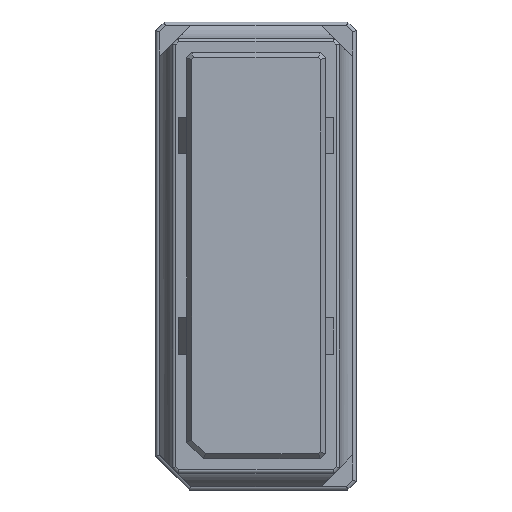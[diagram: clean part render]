
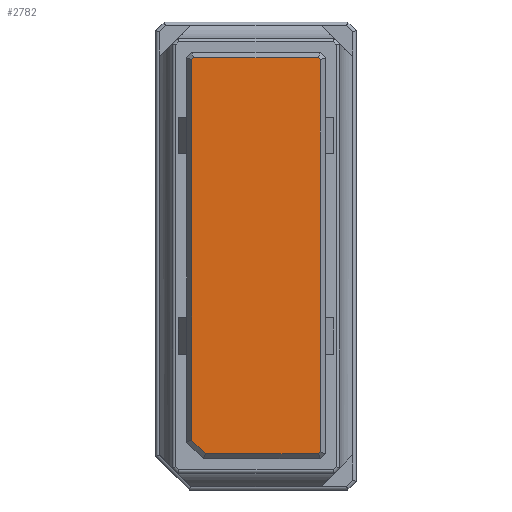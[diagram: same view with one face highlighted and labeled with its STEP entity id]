
A CAD part, top view. The second image highlights one B-rep face of the part: STEP entity #2782.
In plain terms, the highlighted planar face has unit normal (0, 0, 1).
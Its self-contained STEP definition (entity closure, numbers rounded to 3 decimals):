
#176=B_SPLINE_CURVE_WITH_KNOTS('',3,(#4139,#4140,#4141,#4142),
 .UNSPECIFIED.,.F.,.F.,(4,4),(0.,1.),.UNSPECIFIED.);
#177=B_SPLINE_CURVE_WITH_KNOTS('',3,(#4145,#4146,#4147,#4148),
 .UNSPECIFIED.,.F.,.F.,(4,4),(0.,1.),.UNSPECIFIED.);
#178=B_SPLINE_CURVE_WITH_KNOTS('',3,(#4150,#4151,#4152,#4153),
 .UNSPECIFIED.,.F.,.F.,(4,4),(0.,1.),.UNSPECIFIED.);
#179=B_SPLINE_CURVE_WITH_KNOTS('',3,(#4155,#4156,#4157,#4158),
 .UNSPECIFIED.,.F.,.F.,(4,4),(0.,1.),.UNSPECIFIED.);
#180=B_SPLINE_CURVE_WITH_KNOTS('',3,(#4160,#4161,#4162,#4163),
 .UNSPECIFIED.,.F.,.F.,(4,4),(0.,1.),.UNSPECIFIED.);
#181=B_SPLINE_CURVE_WITH_KNOTS('',3,(#4165,#4166,#4167,#4168),
 .UNSPECIFIED.,.F.,.F.,(4,4),(0.,1.),.UNSPECIFIED.);
#182=B_SPLINE_CURVE_WITH_KNOTS('',3,(#4170,#4171,#4172,#4173),
 .UNSPECIFIED.,.F.,.F.,(4,4),(0.,1.),.UNSPECIFIED.);
#183=B_SPLINE_CURVE_WITH_KNOTS('',3,(#4175,#4176,#4177,#4178),
 .UNSPECIFIED.,.F.,.F.,(4,4),(0.,1.),.UNSPECIFIED.);
#264=ORIENTED_EDGE('',*,*,#1078,.T.);
#265=ORIENTED_EDGE('',*,*,#1079,.T.);
#266=ORIENTED_EDGE('',*,*,#1080,.T.);
#267=ORIENTED_EDGE('',*,*,#1081,.T.);
#268=ORIENTED_EDGE('',*,*,#1082,.T.);
#269=ORIENTED_EDGE('',*,*,#1083,.T.);
#270=ORIENTED_EDGE('',*,*,#1084,.T.);
#271=ORIENTED_EDGE('',*,*,#1085,.T.);
#1078=EDGE_CURVE('',#1484,#1485,#176,.T.);
#1079=EDGE_CURVE('',#1485,#1486,#177,.T.);
#1080=EDGE_CURVE('',#1486,#1487,#178,.T.);
#1081=EDGE_CURVE('',#1487,#1488,#179,.T.);
#1082=EDGE_CURVE('',#1488,#1489,#180,.T.);
#1083=EDGE_CURVE('',#1489,#1490,#181,.T.);
#1084=EDGE_CURVE('',#1490,#1491,#182,.T.);
#1085=EDGE_CURVE('',#1491,#1484,#183,.T.);
#1484=VERTEX_POINT('',#4143);
#1485=VERTEX_POINT('',#4144);
#1486=VERTEX_POINT('',#4149);
#1487=VERTEX_POINT('',#4154);
#1488=VERTEX_POINT('',#4159);
#1489=VERTEX_POINT('',#4164);
#1490=VERTEX_POINT('',#4169);
#1491=VERTEX_POINT('',#4174);
#2284=EDGE_LOOP('',(#264,#265,#266,#267,#268,#269,#270,#271));
#2478=FACE_BOUND('',#2284,.T.);
#2664=PLANE('',#2990);
#2782=ADVANCED_FACE('',(#2478),#2664,.F.);
#2990=AXIS2_PLACEMENT_3D('',#4138,#3294,#3295);
#3294=DIRECTION('',(0.,0.,-1.));
#3295=DIRECTION('',(-1.,0.,0.));
#4138=CARTESIAN_POINT('',(0.,0.,14.2));
#4139=CARTESIAN_POINT('',(3.726,20.85,14.2));
#4140=CARTESIAN_POINT('',(1.242,20.85,14.2));
#4141=CARTESIAN_POINT('',(-1.242,20.85,14.2));
#4142=CARTESIAN_POINT('',(-3.726,20.85,14.2));
#4143=CARTESIAN_POINT('',(3.726,20.85,14.2));
#4144=CARTESIAN_POINT('',(-3.726,20.85,14.2));
#4145=CARTESIAN_POINT('',(-3.726,20.85,14.2));
#4146=CARTESIAN_POINT('',(-3.767,20.809,14.2));
#4147=CARTESIAN_POINT('',(-3.809,20.767,14.2));
#4148=CARTESIAN_POINT('',(-3.85,20.726,14.2));
#4149=CARTESIAN_POINT('',(-3.85,20.726,14.2));
#4150=CARTESIAN_POINT('',(-3.85,20.726,14.2));
#4151=CARTESIAN_POINT('',(-3.85,13.142,14.2));
#4152=CARTESIAN_POINT('',(-3.85,5.558,14.2));
#4153=CARTESIAN_POINT('',(-3.85,-2.026,14.2));
#4154=CARTESIAN_POINT('',(-3.85,-2.026,14.2));
#4155=CARTESIAN_POINT('',(-3.85,-2.026,14.2));
#4156=CARTESIAN_POINT('',(-3.575,-2.3,14.2));
#4157=CARTESIAN_POINT('',(-3.3,-2.575,14.2));
#4158=CARTESIAN_POINT('',(-3.026,-2.85,14.2));
#4159=CARTESIAN_POINT('',(-3.026,-2.85,14.2));
#4160=CARTESIAN_POINT('',(-3.026,-2.85,14.2));
#4161=CARTESIAN_POINT('',(-0.775,-2.85,14.2));
#4162=CARTESIAN_POINT('',(1.475,-2.85,14.2));
#4163=CARTESIAN_POINT('',(3.726,-2.85,14.2));
#4164=CARTESIAN_POINT('',(3.726,-2.85,14.2));
#4165=CARTESIAN_POINT('',(3.726,-2.85,14.2));
#4166=CARTESIAN_POINT('',(3.767,-2.809,14.2));
#4167=CARTESIAN_POINT('',(3.809,-2.767,14.2));
#4168=CARTESIAN_POINT('',(3.85,-2.726,14.2));
#4169=CARTESIAN_POINT('',(3.85,-2.726,14.2));
#4170=CARTESIAN_POINT('',(3.85,-2.726,14.2));
#4171=CARTESIAN_POINT('',(3.85,5.091,14.2));
#4172=CARTESIAN_POINT('',(3.85,12.909,14.2));
#4173=CARTESIAN_POINT('',(3.85,20.726,14.2));
#4174=CARTESIAN_POINT('',(3.85,20.726,14.2));
#4175=CARTESIAN_POINT('',(3.85,20.726,14.2));
#4176=CARTESIAN_POINT('',(3.809,20.767,14.2));
#4177=CARTESIAN_POINT('',(3.767,20.809,14.2));
#4178=CARTESIAN_POINT('',(3.726,20.85,14.2));
